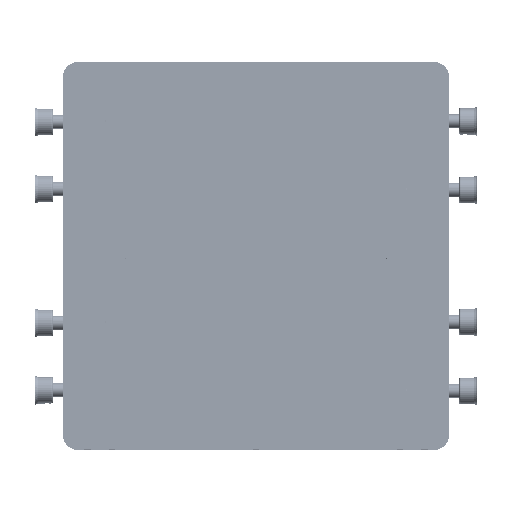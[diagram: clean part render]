
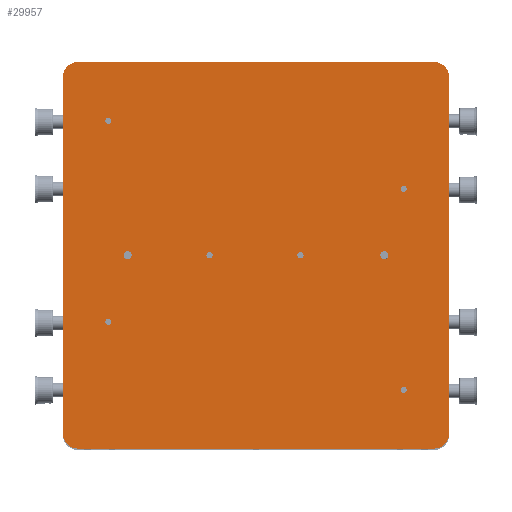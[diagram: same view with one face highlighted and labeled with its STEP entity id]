
A CAD part, top view. The second image highlights one B-rep face of the part: STEP entity #29957.
In plain terms, the highlighted face is planar.
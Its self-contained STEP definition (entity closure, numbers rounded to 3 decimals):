
#2223=FACE_BOUND('',#6566,.T.);
#2224=FACE_BOUND('',#6567,.T.);
#2225=FACE_BOUND('',#6568,.T.);
#2226=FACE_BOUND('',#6569,.T.);
#2227=FACE_BOUND('',#6570,.T.);
#2228=FACE_BOUND('',#6571,.T.);
#2229=FACE_BOUND('',#6572,.T.);
#2230=FACE_BOUND('',#6573,.T.);
#3237=PLANE('',#33076);
#4747=FACE_OUTER_BOUND('',#6565,.T.);
#6565=EDGE_LOOP('',(#27445,#27446,#27447,#27448,#27449,#27450,#27451,#27452));
#6566=EDGE_LOOP('',(#27453));
#6567=EDGE_LOOP('',(#27454));
#6568=EDGE_LOOP('',(#27455));
#6569=EDGE_LOOP('',(#27456));
#6570=EDGE_LOOP('',(#27457));
#6571=EDGE_LOOP('',(#27458));
#6572=EDGE_LOOP('',(#27459));
#6573=EDGE_LOOP('',(#27460));
#9239=LINE('',#63248,#11863);
#9240=LINE('',#63252,#11864);
#9241=LINE('',#63256,#11865);
#9242=LINE('',#63259,#11866);
#11863=VECTOR('',#41730,10.);
#11864=VECTOR('',#41733,10.);
#11865=VECTOR('',#41736,10.);
#11866=VECTOR('',#41739,10.);
#13130=CIRCLE('',#33054,2.);
#13132=CIRCLE('',#33057,2.);
#13134=CIRCLE('',#33060,2.);
#13136=CIRCLE('',#33063,2.);
#13138=CIRCLE('',#33066,2.6);
#13140=CIRCLE('',#33069,2.6);
#13142=CIRCLE('',#33072,2.);
#13144=CIRCLE('',#33075,2.);
#13145=CIRCLE('',#33077,10.);
#13146=CIRCLE('',#33078,10.);
#13147=CIRCLE('',#33079,10.);
#13148=CIRCLE('',#33080,10.);
#15738=VERTEX_POINT('',#63198);
#15740=VERTEX_POINT('',#63204);
#15742=VERTEX_POINT('',#63210);
#15744=VERTEX_POINT('',#63216);
#15746=VERTEX_POINT('',#63222);
#15748=VERTEX_POINT('',#63228);
#15750=VERTEX_POINT('',#63234);
#15752=VERTEX_POINT('',#63240);
#15753=VERTEX_POINT('',#63244);
#15754=VERTEX_POINT('',#63245);
#15755=VERTEX_POINT('',#63247);
#15756=VERTEX_POINT('',#63249);
#15757=VERTEX_POINT('',#63251);
#15758=VERTEX_POINT('',#63253);
#15759=VERTEX_POINT('',#63255);
#15760=VERTEX_POINT('',#63257);
#19661=EDGE_CURVE('',#15738,#15738,#13130,.T.);
#19664=EDGE_CURVE('',#15740,#15740,#13132,.T.);
#19667=EDGE_CURVE('',#15742,#15742,#13134,.T.);
#19670=EDGE_CURVE('',#15744,#15744,#13136,.T.);
#19673=EDGE_CURVE('',#15746,#15746,#13138,.F.);
#19676=EDGE_CURVE('',#15748,#15748,#13140,.F.);
#19679=EDGE_CURVE('',#15750,#15750,#13142,.T.);
#19682=EDGE_CURVE('',#15752,#15752,#13144,.T.);
#19683=EDGE_CURVE('',#15753,#15754,#13145,.T.);
#19684=EDGE_CURVE('',#15753,#15755,#9239,.T.);
#19685=EDGE_CURVE('',#15756,#15755,#13146,.T.);
#19686=EDGE_CURVE('',#15756,#15757,#9240,.T.);
#19687=EDGE_CURVE('',#15758,#15757,#13147,.T.);
#19688=EDGE_CURVE('',#15758,#15759,#9241,.T.);
#19689=EDGE_CURVE('',#15760,#15759,#13148,.T.);
#19690=EDGE_CURVE('',#15760,#15754,#9242,.T.);
#27445=ORIENTED_EDGE('',*,*,#19683,.F.);
#27446=ORIENTED_EDGE('',*,*,#19684,.T.);
#27447=ORIENTED_EDGE('',*,*,#19685,.F.);
#27448=ORIENTED_EDGE('',*,*,#19686,.T.);
#27449=ORIENTED_EDGE('',*,*,#19687,.F.);
#27450=ORIENTED_EDGE('',*,*,#19688,.T.);
#27451=ORIENTED_EDGE('',*,*,#19689,.F.);
#27452=ORIENTED_EDGE('',*,*,#19690,.T.);
#27453=ORIENTED_EDGE('',*,*,#19661,.T.);
#27454=ORIENTED_EDGE('',*,*,#19664,.T.);
#27455=ORIENTED_EDGE('',*,*,#19667,.T.);
#27456=ORIENTED_EDGE('',*,*,#19670,.T.);
#27457=ORIENTED_EDGE('',*,*,#19673,.T.);
#27458=ORIENTED_EDGE('',*,*,#19676,.T.);
#27459=ORIENTED_EDGE('',*,*,#19679,.T.);
#27460=ORIENTED_EDGE('',*,*,#19682,.T.);
#29957=ADVANCED_FACE('',(#4747,#2223,#2224,#2225,#2226,#2227,#2228,#2229,
#2230),#3237,.F.);
#33054=AXIS2_PLACEMENT_3D('',#63200,#41675,#41676);
#33057=AXIS2_PLACEMENT_3D('',#63206,#41682,#41683);
#33060=AXIS2_PLACEMENT_3D('',#63212,#41689,#41690);
#33063=AXIS2_PLACEMENT_3D('',#63218,#41696,#41697);
#33066=AXIS2_PLACEMENT_3D('',#63224,#41703,#41704);
#33069=AXIS2_PLACEMENT_3D('',#63230,#41710,#41711);
#33072=AXIS2_PLACEMENT_3D('',#63236,#41717,#41718);
#33075=AXIS2_PLACEMENT_3D('',#63242,#41724,#41725);
#33076=AXIS2_PLACEMENT_3D('',#63243,#41726,#41727);
#33077=AXIS2_PLACEMENT_3D('',#63246,#41728,#41729);
#33078=AXIS2_PLACEMENT_3D('',#63250,#41731,#41732);
#33079=AXIS2_PLACEMENT_3D('',#63254,#41734,#41735);
#33080=AXIS2_PLACEMENT_3D('',#63258,#41737,#41738);
#41675=DIRECTION('center_axis',(0.,0.,1.));
#41676=DIRECTION('ref_axis',(-1.,0.,0.));
#41682=DIRECTION('center_axis',(0.,0.,1.));
#41683=DIRECTION('ref_axis',(-1.,0.,0.));
#41689=DIRECTION('center_axis',(0.,0.,1.));
#41690=DIRECTION('ref_axis',(-1.,0.,0.));
#41696=DIRECTION('center_axis',(0.,0.,1.));
#41697=DIRECTION('ref_axis',(-1.,0.,0.));
#41703=DIRECTION('center_axis',(0.,0.,-1.));
#41704=DIRECTION('ref_axis',(1.,0.,0.));
#41710=DIRECTION('center_axis',(0.,0.,-1.));
#41711=DIRECTION('ref_axis',(1.,0.,0.));
#41717=DIRECTION('center_axis',(0.,0.,1.));
#41718=DIRECTION('ref_axis',(-1.,0.,0.));
#41724=DIRECTION('center_axis',(0.,0.,1.));
#41725=DIRECTION('ref_axis',(-1.,0.,0.));
#41726=DIRECTION('center_axis',(0.,0.,1.));
#41727=DIRECTION('ref_axis',(1.,0.,0.));
#41728=DIRECTION('center_axis',(0.,0.,1.));
#41729=DIRECTION('ref_axis',(-0.707,-0.707,0.));
#41730=DIRECTION('',(0.,1.,0.));
#41731=DIRECTION('center_axis',(0.,0.,1.));
#41732=DIRECTION('ref_axis',(-0.707,0.707,0.));
#41733=DIRECTION('',(1.,0.,0.));
#41734=DIRECTION('center_axis',(0.,0.,1.));
#41735=DIRECTION('ref_axis',(0.707,0.707,0.));
#41736=DIRECTION('',(0.,-1.,0.));
#41737=DIRECTION('center_axis',(0.,0.,1.));
#41738=DIRECTION('ref_axis',(0.707,-0.707,0.));
#41739=DIRECTION('',(-1.,0.,0.));
#63198=CARTESIAN_POINT('',(97.5,86.95,0.));
#63200=CARTESIAN_POINT('Origin',(95.5,86.95,0.));
#63204=CARTESIAN_POINT('',(-93.5,42.95,0.));
#63206=CARTESIAN_POINT('Origin',(-95.5,42.95,0.));
#63210=CARTESIAN_POINT('',(97.5,-43.05,0.));
#63212=CARTESIAN_POINT('Origin',(95.5,-43.05,0.));
#63216=CARTESIAN_POINT('',(-93.5,-87.05,0.));
#63218=CARTESIAN_POINT('Origin',(-95.5,-87.05,0.));
#63222=CARTESIAN_POINT('',(80.4,0.,0.));
#63224=CARTESIAN_POINT('Origin',(83.,0.,
0.));
#63228=CARTESIAN_POINT('',(-85.6,0.,0.));
#63230=CARTESIAN_POINT('Origin',(-83.,0.,
0.));
#63234=CARTESIAN_POINT('',(-26.75,0.05,0.));
#63236=CARTESIAN_POINT('Origin',(-28.75,0.05,0.));
#63240=CARTESIAN_POINT('',(32.056,0.05,0.));
#63242=CARTESIAN_POINT('Origin',(30.056,0.05,0.));
#63243=CARTESIAN_POINT('Origin',(0.,0.,0.));
#63244=CARTESIAN_POINT('',(-125.,-115.,0.));
#63245=CARTESIAN_POINT('',(-115.,-125.,0.));
#63246=CARTESIAN_POINT('Origin',(-115.,-115.,0.));
#63247=CARTESIAN_POINT('',(-125.,115.,0.));
#63248=CARTESIAN_POINT('',(-125.,-125.,0.));
#63249=CARTESIAN_POINT('',(-115.,125.,0.));
#63250=CARTESIAN_POINT('Origin',(-115.,115.,0.));
#63251=CARTESIAN_POINT('',(115.,125.,0.));
#63252=CARTESIAN_POINT('',(-125.,125.,0.));
#63253=CARTESIAN_POINT('',(125.,115.,0.));
#63254=CARTESIAN_POINT('Origin',(115.,115.,0.));
#63255=CARTESIAN_POINT('',(125.,-115.,0.));
#63256=CARTESIAN_POINT('',(125.,125.,0.));
#63257=CARTESIAN_POINT('',(115.,-125.,0.));
#63258=CARTESIAN_POINT('Origin',(115.,-115.,0.));
#63259=CARTESIAN_POINT('',(125.,-125.,0.));
